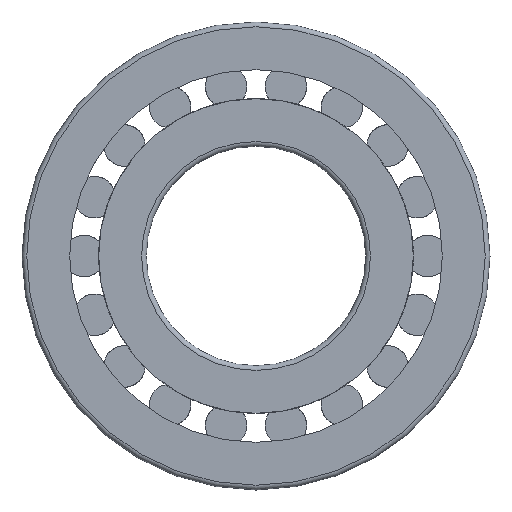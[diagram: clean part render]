
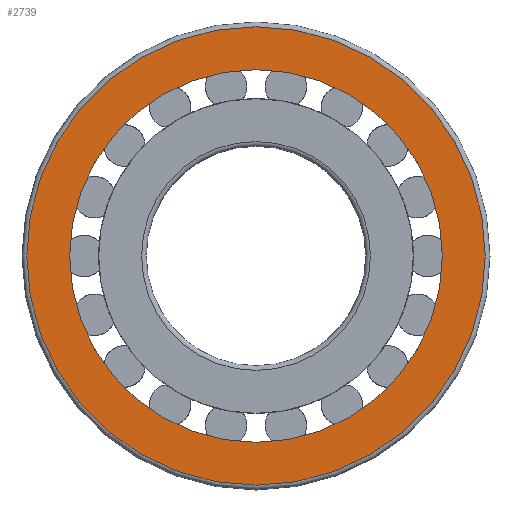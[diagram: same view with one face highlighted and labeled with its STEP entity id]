
A CAD part, left-side view. The second image highlights one B-rep face of the part: STEP entity #2739.
In plain terms, the highlighted planar face has unit normal (-1, 0, 0).
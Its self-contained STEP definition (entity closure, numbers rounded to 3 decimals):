
#18=FACE_BOUND('',#533,.T.);
#22=PLANE('',#2960);
#354=FACE_OUTER_BOUND('',#532,.T.);
#532=EDGE_LOOP('',(#1827,#1828));
#533=EDGE_LOOP('',(#1829,#1830));
#722=CIRCLE('',#2953,156.75);
#723=CIRCLE('',#2954,156.75);
#728=CIRCLE('',#2961,127.417);
#729=CIRCLE('',#2962,127.417);
#1115=VERTEX_POINT('',#4764);
#1116=VERTEX_POINT('',#4766);
#1120=VERTEX_POINT('',#4779);
#1121=VERTEX_POINT('',#4780);
#1329=EDGE_CURVE('',#1115,#1116,#722,.T.);
#1330=EDGE_CURVE('',#1116,#1115,#723,.T.);
#1336=EDGE_CURVE('',#1120,#1121,#728,.T.);
#1337=EDGE_CURVE('',#1121,#1120,#729,.T.);
#1827=ORIENTED_EDGE('',*,*,#1330,.F.);
#1828=ORIENTED_EDGE('',*,*,#1329,.F.);
#1829=ORIENTED_EDGE('',*,*,#1336,.T.);
#1830=ORIENTED_EDGE('',*,*,#1337,.T.);
#2739=ADVANCED_FACE('',(#354,#18),#22,.T.);
#2953=AXIS2_PLACEMENT_3D('',#4767,#3552,#3553);
#2954=AXIS2_PLACEMENT_3D('',#4768,#3554,#3555);
#2960=AXIS2_PLACEMENT_3D('',#4778,#3567,#3568);
#2961=AXIS2_PLACEMENT_3D('',#4781,#3569,#3570);
#2962=AXIS2_PLACEMENT_3D('',#4782,#3571,#3572);
#3552=DIRECTION('center_axis',(1.,0.,0.));
#3553=DIRECTION('ref_axis',(0.,-1.,0.));
#3554=DIRECTION('center_axis',(1.,0.,0.));
#3555=DIRECTION('ref_axis',(0.,-1.,0.));
#3567=DIRECTION('center_axis',(-1.,0.,0.));
#3568=DIRECTION('ref_axis',(0.,0.,1.));
#3569=DIRECTION('center_axis',(1.,0.,0.));
#3570=DIRECTION('ref_axis',(0.,0.,-1.));
#3571=DIRECTION('center_axis',(1.,0.,0.));
#3572=DIRECTION('ref_axis',(0.,0.,-1.));
#4764=CARTESIAN_POINT('',(0.,0.,156.75));
#4766=CARTESIAN_POINT('',(0.,156.75,0.));
#4767=CARTESIAN_POINT('Origin',(0.,0.,0.));
#4768=CARTESIAN_POINT('Origin',(0.,0.,0.));
#4778=CARTESIAN_POINT('Origin',(0.,160.,0.));
#4779=CARTESIAN_POINT('',(0.,127.417,0.));
#4780=CARTESIAN_POINT('',(0.,-127.417,0.));
#4781=CARTESIAN_POINT('Origin',(0.,0.,0.));
#4782=CARTESIAN_POINT('Origin',(0.,0.,0.));
